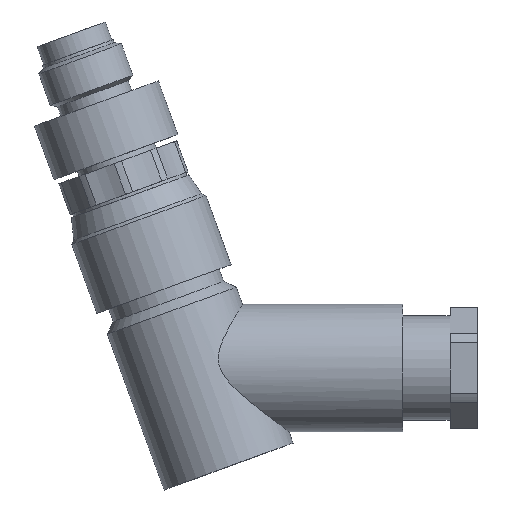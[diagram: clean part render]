
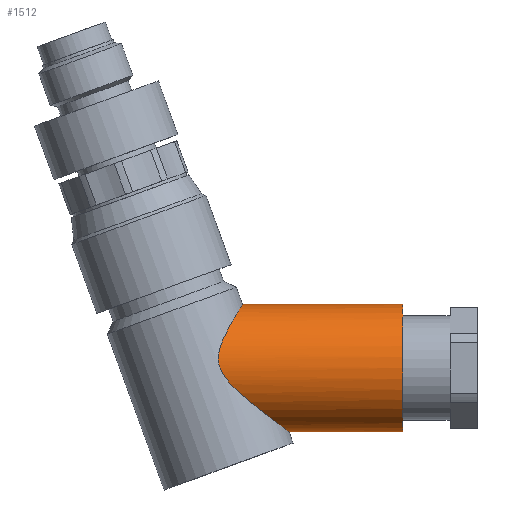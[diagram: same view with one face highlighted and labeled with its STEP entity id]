
A CAD part, top view. The second image highlights one B-rep face of the part: STEP entity #1512.
In plain terms, the highlighted cylindrical face has radius 5.8 mm (diameter 11.6 mm), a partial arc.
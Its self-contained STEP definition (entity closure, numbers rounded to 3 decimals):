
#101=B_SPLINE_CURVE_WITH_KNOTS('',3,(#2414,#2415,#2416,#2417,#2418,#2419,
#2420,#2421,#2422,#2423,#2424,#2425,#2426,#2427,#2428,#2429,#2430,#2431,
#2432,#2433,#2434,#2435,#2436,#2437,#2438,#2439,#2440,#2441,#2442,#2443,
#2444,#2445,#2446,#2447,#2448,#2449,#2450,#2451,#2452,#2453,#2454,#2455,
#2456,#2457,#2458,#2459,#2460,#2461),.UNSPECIFIED.,.F.,.U.,(4,2,2,2,2,2,
2,2,2,2,2,2,2,2,2,2,2,2,2,2,2,2,2,4),(9.942,11.119,
12.297,13.474,14.651,15.829,17.431,
19.034,19.835,20.636,21.438,22.239,
22.721,23.202,23.684,24.166,25.474,
26.127,26.781,27.912,29.044,30.175,
31.306,32.492),.UNSPECIFIED.);
#102=B_SPLINE_CURVE_WITH_KNOTS('',3,(#2470,#2471,#2472,#2473,#2474,#2475,
#2476,#2477,#2478,#2479,#2480,#2481,#2482,#2483,#2484,#2485,#2486,#2487,
#2488,#2489,#2490,#2491,#2492,#2493,#2494,#2495,#2496,#2497,#2498,#2499,
#2500,#2501,#2502,#2503,#2504,#2505,#2506,#2507,#2508,#2509,#2510,#2511,
#2512,#2513,#2514,#2515,#2516,#2517),.UNSPECIFIED.,.F.,.U.,(4,2,2,2,2,2,
2,2,2,2,2,2,2,2,2,2,2,2,2,2,2,2,2,4),(9.942,11.119,
12.297,13.474,14.651,15.829,17.431,
19.034,19.835,20.636,21.438,22.239,
22.721,23.202,23.684,24.166,25.474,
26.127,26.781,27.912,29.044,30.175,
31.306,32.492),.UNSPECIFIED.);
#156=VECTOR('',#1890,1.);
#157=VECTOR('',#1893,1.);
#254=LINE('',#2464,#156);
#255=LINE('',#2468,#157);
#364=VERTEX_POINT('',#2462);
#365=VERTEX_POINT('',#2463);
#366=VERTEX_POINT('',#2465);
#367=VERTEX_POINT('',#2467);
#368=VERTEX_POINT('',#2469);
#498=CIRCLE('',#1626,5.8);
#640=EDGE_CURVE('',#364,#365,#101,.T.);
#641=EDGE_CURVE('',#364,#366,#254,.T.);
#642=EDGE_CURVE('',#367,#366,#498,.F.);
#643=EDGE_CURVE('',#368,#367,#255,.T.);
#644=EDGE_CURVE('',#365,#368,#102,.T.);
#870=ORIENTED_EDGE('',*,*,#640,.F.);
#871=ORIENTED_EDGE('',*,*,#641,.T.);
#872=ORIENTED_EDGE('',*,*,#642,.F.);
#873=ORIENTED_EDGE('',*,*,#643,.F.);
#874=ORIENTED_EDGE('',*,*,#644,.F.);
#1299=EDGE_LOOP('',(#870,#871,#872,#873,#874));
#1407=FACE_BOUND('',#1299,.T.);
#1512=ADVANCED_FACE('',(#1407),#2960,.T.);
#1625=AXIS2_PLACEMENT_3D('',#2413,#1888,#1889);
#1626=AXIS2_PLACEMENT_3D('',#2466,#1891,#1892);
#1888=DIRECTION('',(-0.342,0.,-0.94));
#1889=DIRECTION('',(-5.45,0.,1.984));
#1890=DIRECTION('',(-0.342,0.,-0.94));
#1891=DIRECTION('',(0.342,0.,0.94));
#1892=DIRECTION('',(-5.45,0.,1.984));
#1893=DIRECTION('',(-0.342,0.,-0.94));
#2413=CARTESIAN_POINT('',(-38.9,0.,-17.984));
#2414=CARTESIAN_POINT('',(-40.638,1.156,-6.142));
#2415=CARTESIAN_POINT('',(-40.745,0.782,-6.213));
#2416=CARTESIAN_POINT('',(-40.802,0.392,-6.25));
#2417=CARTESIAN_POINT('',(-40.802,-0.392,-6.25));
#2418=CARTESIAN_POINT('',(-40.745,-0.782,-6.213));
#2419=CARTESIAN_POINT('',(-40.532,-1.53,-6.072));
#2420=CARTESIAN_POINT('',(-40.375,-1.889,-5.968));
#2421=CARTESIAN_POINT('',(-39.988,-2.557,-5.714));
#2422=CARTESIAN_POINT('',(-39.756,-2.867,-5.563));
#2423=CARTESIAN_POINT('',(-39.252,-3.428,-5.236));
#2424=CARTESIAN_POINT('',(-38.979,-3.679,-5.061));
#2425=CARTESIAN_POINT('',(-38.329,-4.195,-4.648));
#2426=CARTESIAN_POINT('',(-37.919,-4.461,-4.391));
#2427=CARTESIAN_POINT('',(-37.053,-4.922,-3.867));
#2428=CARTESIAN_POINT('',(-36.597,-5.118,-3.6));
#2429=CARTESIAN_POINT('',(-35.898,-5.358,-3.221));
#2430=CARTESIAN_POINT('',(-35.663,-5.429,-3.099));
#2431=CARTESIAN_POINT('',(-35.19,-5.554,-2.869));
#2432=CARTESIAN_POINT('',(-34.951,-5.608,-2.762));
#2433=CARTESIAN_POINT('',(-34.468,-5.697,-2.572));
#2434=CARTESIAN_POINT('',(-34.224,-5.733,-2.49));
#2435=CARTESIAN_POINT('',(-33.724,-5.784,-2.368));
#2436=CARTESIAN_POINT('',(-33.469,-5.8,-2.329));
#2437=CARTESIAN_POINT('',(-33.041,-5.8,-2.329));
#2438=CARTESIAN_POINT('',(-32.876,-5.794,-2.344));
#2439=CARTESIAN_POINT('',(-32.548,-5.767,-2.41));
#2440=CARTESIAN_POINT('',(-32.386,-5.745,-2.461));
#2441=CARTESIAN_POINT('',(-32.075,-5.688,-2.592));
#2442=CARTESIAN_POINT('',(-31.926,-5.651,-2.672));
#2443=CARTESIAN_POINT('',(-31.645,-5.566,-2.845));
#2444=CARTESIAN_POINT('',(-31.514,-5.517,-2.938));
#2445=CARTESIAN_POINT('',(-31.066,-5.326,-3.283));
#2446=CARTESIAN_POINT('',(-30.75,-5.135,-3.584));
#2447=CARTESIAN_POINT('',(-30.321,-4.783,-4.028));
#2448=CARTESIAN_POINT('',(-30.185,-4.655,-4.175));
#2449=CARTESIAN_POINT('',(-29.931,-4.386,-4.457));
#2450=CARTESIAN_POINT('',(-29.814,-4.244,-4.592));
#2451=CARTESIAN_POINT('',(-29.521,-3.853,-4.932));
#2452=CARTESIAN_POINT('',(-29.346,-3.572,-5.142));
#2453=CARTESIAN_POINT('',(-29.036,-2.952,-5.521));
#2454=CARTESIAN_POINT('',(-28.9,-2.614,-5.69));
#2455=CARTESIAN_POINT('',(-28.68,-1.901,-5.966));
#2456=CARTESIAN_POINT('',(-28.596,-1.526,-6.073));
#2457=CARTESIAN_POINT('',(-28.484,-0.764,-6.215));
#2458=CARTESIAN_POINT('',(-28.457,-0.377,-6.25));
#2459=CARTESIAN_POINT('',(-28.457,0.395,-6.25));
#2460=CARTESIAN_POINT('',(-28.487,0.799,-6.212));
#2461=CARTESIAN_POINT('',(-28.548,1.196,-6.134));
#2462=CARTESIAN_POINT('',(-40.802,0.,-6.25));
#2463=CARTESIAN_POINT('',(-40.353,-1.9,-5.954));
#2464=CARTESIAN_POINT('',(-40.802,0.,-6.25));
#2465=CARTESIAN_POINT('',(-44.35,0.,-16.));
#2466=CARTESIAN_POINT('',(-38.9,0.,-17.984));
#2467=CARTESIAN_POINT('',(-33.45,0.,-19.967));
#2468=CARTESIAN_POINT('',(-28.457,0.,-6.25));
#2469=CARTESIAN_POINT('',(-28.457,0.,-6.25));
#2470=CARTESIAN_POINT('',(-40.638,1.156,-6.142));
#2471=CARTESIAN_POINT('',(-40.745,0.782,-6.213));
#2472=CARTESIAN_POINT('',(-40.802,0.392,-6.25));
#2473=CARTESIAN_POINT('',(-40.802,-0.392,-6.25));
#2474=CARTESIAN_POINT('',(-40.745,-0.782,-6.213));
#2475=CARTESIAN_POINT('',(-40.532,-1.53,-6.072));
#2476=CARTESIAN_POINT('',(-40.375,-1.889,-5.968));
#2477=CARTESIAN_POINT('',(-39.988,-2.557,-5.714));
#2478=CARTESIAN_POINT('',(-39.756,-2.867,-5.563));
#2479=CARTESIAN_POINT('',(-39.252,-3.428,-5.236));
#2480=CARTESIAN_POINT('',(-38.979,-3.679,-5.061));
#2481=CARTESIAN_POINT('',(-38.329,-4.195,-4.648));
#2482=CARTESIAN_POINT('',(-37.919,-4.461,-4.391));
#2483=CARTESIAN_POINT('',(-37.053,-4.922,-3.867));
#2484=CARTESIAN_POINT('',(-36.597,-5.118,-3.6));
#2485=CARTESIAN_POINT('',(-35.898,-5.358,-3.221));
#2486=CARTESIAN_POINT('',(-35.663,-5.429,-3.099));
#2487=CARTESIAN_POINT('',(-35.19,-5.554,-2.869));
#2488=CARTESIAN_POINT('',(-34.951,-5.608,-2.762));
#2489=CARTESIAN_POINT('',(-34.468,-5.697,-2.572));
#2490=CARTESIAN_POINT('',(-34.224,-5.733,-2.49));
#2491=CARTESIAN_POINT('',(-33.724,-5.784,-2.368));
#2492=CARTESIAN_POINT('',(-33.469,-5.8,-2.329));
#2493=CARTESIAN_POINT('',(-33.041,-5.8,-2.329));
#2494=CARTESIAN_POINT('',(-32.876,-5.794,-2.344));
#2495=CARTESIAN_POINT('',(-32.548,-5.767,-2.41));
#2496=CARTESIAN_POINT('',(-32.386,-5.745,-2.461));
#2497=CARTESIAN_POINT('',(-32.075,-5.688,-2.592));
#2498=CARTESIAN_POINT('',(-31.926,-5.651,-2.672));
#2499=CARTESIAN_POINT('',(-31.645,-5.566,-2.845));
#2500=CARTESIAN_POINT('',(-31.514,-5.517,-2.938));
#2501=CARTESIAN_POINT('',(-31.066,-5.326,-3.283));
#2502=CARTESIAN_POINT('',(-30.75,-5.135,-3.584));
#2503=CARTESIAN_POINT('',(-30.321,-4.783,-4.028));
#2504=CARTESIAN_POINT('',(-30.185,-4.655,-4.175));
#2505=CARTESIAN_POINT('',(-29.931,-4.386,-4.457));
#2506=CARTESIAN_POINT('',(-29.814,-4.244,-4.592));
#2507=CARTESIAN_POINT('',(-29.521,-3.853,-4.932));
#2508=CARTESIAN_POINT('',(-29.346,-3.572,-5.142));
#2509=CARTESIAN_POINT('',(-29.036,-2.952,-5.521));
#2510=CARTESIAN_POINT('',(-28.9,-2.614,-5.69));
#2511=CARTESIAN_POINT('',(-28.68,-1.901,-5.966));
#2512=CARTESIAN_POINT('',(-28.596,-1.526,-6.073));
#2513=CARTESIAN_POINT('',(-28.484,-0.764,-6.215));
#2514=CARTESIAN_POINT('',(-28.457,-0.377,-6.25));
#2515=CARTESIAN_POINT('',(-28.457,0.395,-6.25));
#2516=CARTESIAN_POINT('',(-28.487,0.799,-6.212));
#2517=CARTESIAN_POINT('',(-28.548,1.196,-6.134));
#2960=CYLINDRICAL_SURFACE('',#1625,5.8);
